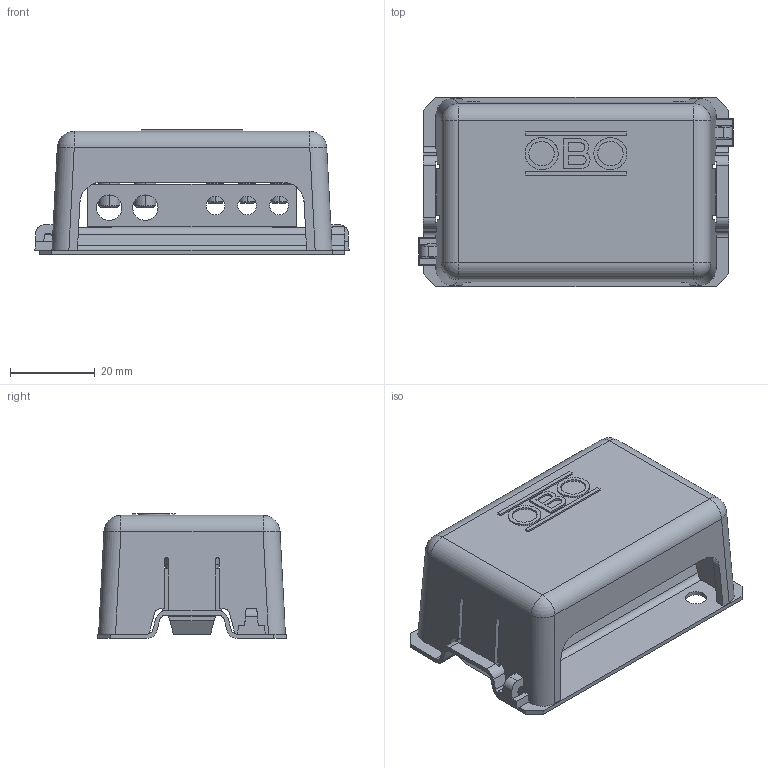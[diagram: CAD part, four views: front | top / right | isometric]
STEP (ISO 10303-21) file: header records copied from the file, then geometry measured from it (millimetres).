
FILE_DESCRIPTION((''),'2;1');
FILE_NAME('5015502_ASM','2014-05-07T',('AndreasKeweloh'),(''),'PRO/ENGINEER BY PARAMETRIC TECHNOLOGY CORPORATION, 2014000','PRO/ENGINEER BY PARAMETRIC TECHNOLOGY CORPORATION, 2014000','');
FILE_SCHEMA(('CONFIG_CONTROL_DESIGN'));
Length unit declared in the file: millimetre
Products named in the file (17): BREP_1; BREP_2-30; BREP_14; BREP_12; BREP_11; BREP_10; BREP_9; BREP_8; BREP_7; BREP_6; BREP_5; BREP_4; BREP_3; BREP_2-42; BLOCK_01_A_ASM; DOCUMENT_A_ASM; 5015502_ASM
Assembly tree (16 placements, depth 4):
  5015502_ASM
    DOCUMENT_A_ASM
      BLOCK_01_A_ASM
        BREP_1
        BREP_2-30
        BREP_14
        BREP_12
        BREP_11
        BREP_10
        BREP_9
        BREP_8
        BREP_7
        BREP_6
        BREP_5
        BREP_4
        BREP_3
        BREP_2-42
Bounding box: 74.01 x 44.6 x 29.4 mm (x, y, z)
Volume: 21858.2 mm3; surface area: 25978.5 mm2
Topology: 14 solids, 14 shells, 411 faces, 1279 edges, 894 vertices
Faces by surface type: plane 205, cylinder 150, cone 44, extrusion 8, sphere 4
Entity records: 15888 total; most frequent: CARTESIAN_POINT 3592, DIRECTION 2605, ORIENTED_EDGE 2550, EDGE_CURVE 1275, AXIS2_PLACEMENT_3D 975, VERTEX_POINT 894, VECTOR 655, LINE 647
